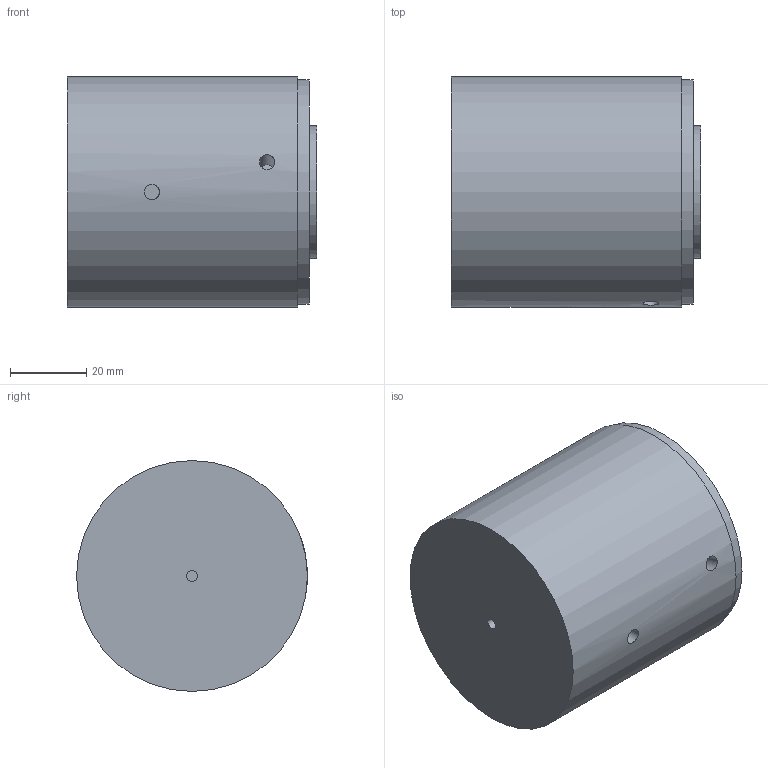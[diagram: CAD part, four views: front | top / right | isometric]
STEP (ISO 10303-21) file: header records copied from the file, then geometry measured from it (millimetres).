
FILE_DESCRIPTION(/* description */ (''),/* implementation_level */ '2;1');
FILE_NAME(/* name */ 'hga_spengler.step',/* time_stamp */ '2020-12-12T13:33:35+01:00',/* author */ (''),/* organization */ (''),/* preprocessor_version */ 'ST-DEVELOPER v18.1',/* originating_system */ 'Autodesk Translation Framework v9.7.1.1290',/* authorisation */ '');
FILE_SCHEMA (('AUTOMOTIVE_DESIGN { 1 0 10303 214 3 1 1 }'));
Length unit declared in the file: millimetre
Products named in the file (1): hga_spengler
Bounding box: 65.5 x 60.6 x 60.6 mm (x, y, z)
Volume: 180546.3 mm3; surface area: 20916.1 mm2
Topology: 1 solids, 1 shells, 34 faces, 62 edges, 42 vertices
Faces by surface type: plane 21, cylinder 13
Full cylindrical faces by diameter (mm): 2.8 x1, 4 x2, 5.4 x1, 6.4 x2, 6.48 x4, 34.9 x1, 59 x1, 60.6 x1
Entity records: 962 total; most frequent: CARTESIAN_POINT 210, DIRECTION 150, ORIENTED_EDGE 124, EDGE_CURVE 62, AXIS2_PLACEMENT_3D 59, EDGE_LOOP 46, VERTEX_POINT 42, FACE_OUTER_BOUND 34
